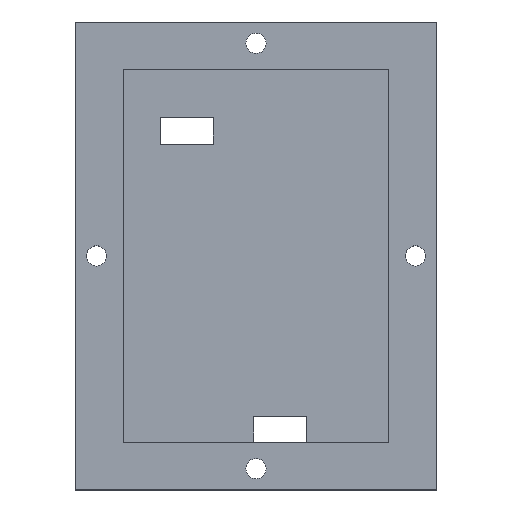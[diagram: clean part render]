
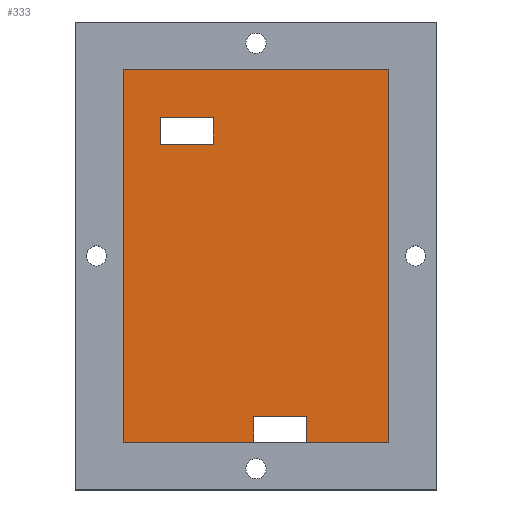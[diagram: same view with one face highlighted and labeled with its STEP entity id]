
A CAD part, top view. The second image highlights one B-rep face of the part: STEP entity #333.
In plain terms, the highlighted planar face has unit normal (0, 0, 1).
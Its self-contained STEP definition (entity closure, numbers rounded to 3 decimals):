
#16 = VERTEX_POINT ( 'NONE', #871 ) ;
#22 = VECTOR ( 'NONE', #530, 1000. ) ;
#31 = VERTEX_POINT ( 'NONE', #592 ) ;
#35 = EDGE_CURVE ( 'NONE', #886, #31, #238, .T. ) ;
#47 = EDGE_CURVE ( 'NONE', #31, #357, #875, .T. ) ;
#55 = PLANE ( 'NONE',  #747 ) ;
#61 = LINE ( 'NONE', #417, #158 ) ;
#65 = CARTESIAN_POINT ( 'NONE',  ( 25., -35., -12. ) ) ;
#68 = ORIENTED_EDGE ( 'NONE', *, *, #761, .F. ) ;
#132 = LINE ( 'NONE', #266, #836 ) ;
#151 = CARTESIAN_POINT ( 'NONE',  ( -8., 26.037, -12. ) ) ;
#158 = VECTOR ( 'NONE', #411, 1000. ) ;
#171 = CARTESIAN_POINT ( 'NONE',  ( -18., 26.037, -12. ) ) ;
#177 = CARTESIAN_POINT ( 'NONE',  ( -25., 35., -12. ) ) ;
#179 = VERTEX_POINT ( 'NONE', #184 ) ;
#184 = CARTESIAN_POINT ( 'NONE',  ( -18., 21.037, -12. ) ) ;
#189 = CARTESIAN_POINT ( 'NONE',  ( 0., 21.037, -12. ) ) ;
#201 = VECTOR ( 'NONE', #646, 1000. ) ;
#203 = EDGE_CURVE ( 'NONE', #16, #677, #826, .T. ) ;
#208 = LINE ( 'NONE', #189, #760 ) ;
#209 = DIRECTION ( 'NONE',  ( 1., 0., 0. ) ) ;
#211 = ORIENTED_EDGE ( 'NONE', *, *, #406, .F. ) ;
#229 = DIRECTION ( 'NONE',  ( 0., 1., 0. ) ) ;
#238 = LINE ( 'NONE', #724, #490 ) ;
#262 = EDGE_CURVE ( 'NONE', #589, #428, #688, .T. ) ;
#266 = CARTESIAN_POINT ( 'NONE',  ( -25., -35., -12. ) ) ;
#276 = CARTESIAN_POINT ( 'NONE',  ( -0.42, -30.247, -12. ) ) ;
#288 = LINE ( 'NONE', #718, #527 ) ;
#289 = EDGE_CURVE ( 'NONE', #357, #677, #427, .T. ) ;
#318 = ORIENTED_EDGE ( 'NONE', *, *, #369, .F. ) ;
#322 = CARTESIAN_POINT ( 'NONE',  ( -25., 35., -12. ) ) ;
#333 = ADVANCED_FACE ( 'NONE', ( #634, #501 ), #55, .T. ) ;
#346 = DIRECTION ( 'NONE',  ( 0., -1., 0. ) ) ;
#348 = EDGE_LOOP ( 'NONE', ( #318, #68, #402, #788 ) ) ;
#355 = LINE ( 'NONE', #418, #201 ) ;
#357 = VERTEX_POINT ( 'NONE', #422 ) ;
#369 = EDGE_CURVE ( 'NONE', #856, #597, #355, .T. ) ;
#370 = DIRECTION ( 'NONE',  ( 0., 1., 0. ) ) ;
#390 = ORIENTED_EDGE ( 'NONE', *, *, #203, .T. ) ;
#391 = CARTESIAN_POINT ( 'NONE',  ( -0.42, -35., -12. ) ) ;
#398 = VECTOR ( 'NONE', #604, 1000. ) ;
#402 = ORIENTED_EDGE ( 'NONE', *, *, #832, .F. ) ;
#406 = EDGE_CURVE ( 'NONE', #16, #589, #767, .T. ) ;
#411 = DIRECTION ( 'NONE',  ( 0., 1., 0. ) ) ;
#412 = CARTESIAN_POINT ( 'NONE',  ( 0., 0., -12. ) ) ;
#417 = CARTESIAN_POINT ( 'NONE',  ( -8., 0., -12. ) ) ;
#418 = CARTESIAN_POINT ( 'NONE',  ( 0., 26.037, -12. ) ) ;
#422 = CARTESIAN_POINT ( 'NONE',  ( -0.42, -30.247, -12. ) ) ;
#427 = LINE ( 'NONE', #276, #686 ) ;
#428 = VERTEX_POINT ( 'NONE', #595 ) ;
#430 = VECTOR ( 'NONE', #370, 1000. ) ;
#481 = DIRECTION ( 'NONE',  ( 1., 0., 0. ) ) ;
#488 = ORIENTED_EDGE ( 'NONE', *, *, #35, .F. ) ;
#490 = VECTOR ( 'NONE', #600, 1000. ) ;
#494 = VECTOR ( 'NONE', #346, 1000. ) ;
#501 = FACE_BOUND ( 'NONE', #348, .T. ) ;
#506 = EDGE_CURVE ( 'NONE', #689, #428, #288, .T. ) ;
#521 = ORIENTED_EDGE ( 'NONE', *, *, #262, .F. ) ;
#527 = VECTOR ( 'NONE', #229, 1000. ) ;
#530 = DIRECTION ( 'NONE',  ( -1., 0., 0. ) ) ;
#555 = DIRECTION ( 'NONE',  ( 1., 0., 0. ) ) ;
#559 = DIRECTION ( 'NONE',  ( 0., -1., 0. ) ) ;
#589 = VERTEX_POINT ( 'NONE', #177 ) ;
#592 = CARTESIAN_POINT ( 'NONE',  ( 9.58, -30.247, -12. ) ) ;
#594 = CARTESIAN_POINT ( 'NONE',  ( 9.58, -35., -12. ) ) ;
#595 = CARTESIAN_POINT ( 'NONE',  ( 25., 35., -12. ) ) ;
#597 = VERTEX_POINT ( 'NONE', #171 ) ;
#600 = DIRECTION ( 'NONE',  ( 0., 1., 0. ) ) ;
#604 = DIRECTION ( 'NONE',  ( 1., 0., 0. ) ) ;
#614 = ORIENTED_EDGE ( 'NONE', *, *, #47, .F. ) ;
#621 = LINE ( 'NONE', #785, #494 ) ;
#629 = DIRECTION ( 'NONE',  ( 0., 0., 1. ) ) ;
#634 = FACE_OUTER_BOUND ( 'NONE', #711, .T. ) ;
#644 = VERTEX_POINT ( 'NONE', #750 ) ;
#646 = DIRECTION ( 'NONE',  ( -1., 0., 0. ) ) ;
#668 = ORIENTED_EDGE ( 'NONE', *, *, #289, .F. ) ;
#677 = VERTEX_POINT ( 'NONE', #391 ) ;
#686 = VECTOR ( 'NONE', #559, 1000. ) ;
#688 = LINE ( 'NONE', #322, #398 ) ;
#689 = VERTEX_POINT ( 'NONE', #65 ) ;
#695 = CARTESIAN_POINT ( 'NONE',  ( -25., -35., -12. ) ) ;
#706 = EDGE_CURVE ( 'NONE', #597, #179, #621, .T. ) ;
#711 = EDGE_LOOP ( 'NONE', ( #488, #839, #779, #521, #211, #390, #668, #614 ) ) ;
#718 = CARTESIAN_POINT ( 'NONE',  ( 25., -35., -12. ) ) ;
#721 = EDGE_CURVE ( 'NONE', #886, #689, #132, .T. ) ;
#724 = CARTESIAN_POINT ( 'NONE',  ( 9.58, -35.247, -12. ) ) ;
#747 = AXIS2_PLACEMENT_3D ( 'NONE', #412, #629, #209 ) ;
#750 = CARTESIAN_POINT ( 'NONE',  ( -8., 21.037, -12. ) ) ;
#760 = VECTOR ( 'NONE', #481, 1000. ) ;
#761 = EDGE_CURVE ( 'NONE', #644, #856, #61, .T. ) ;
#767 = LINE ( 'NONE', #695, #430 ) ;
#779 = ORIENTED_EDGE ( 'NONE', *, *, #506, .T. ) ;
#785 = CARTESIAN_POINT ( 'NONE',  ( -18., 0., -12. ) ) ;
#788 = ORIENTED_EDGE ( 'NONE', *, *, #706, .F. ) ;
#802 = CARTESIAN_POINT ( 'NONE',  ( 9.58, -30.247, -12. ) ) ;
#826 = LINE ( 'NONE', #908, #894 ) ;
#832 = EDGE_CURVE ( 'NONE', #179, #644, #208, .T. ) ;
#836 = VECTOR ( 'NONE', #847, 1000. ) ;
#839 = ORIENTED_EDGE ( 'NONE', *, *, #721, .T. ) ;
#847 = DIRECTION ( 'NONE',  ( 1., 0., 0. ) ) ;
#856 = VERTEX_POINT ( 'NONE', #151 ) ;
#871 = CARTESIAN_POINT ( 'NONE',  ( -25., -35., -12. ) ) ;
#875 = LINE ( 'NONE', #802, #22 ) ;
#886 = VERTEX_POINT ( 'NONE', #594 ) ;
#894 = VECTOR ( 'NONE', #555, 1000. ) ;
#908 = CARTESIAN_POINT ( 'NONE',  ( -25., -35., -12. ) ) ;
